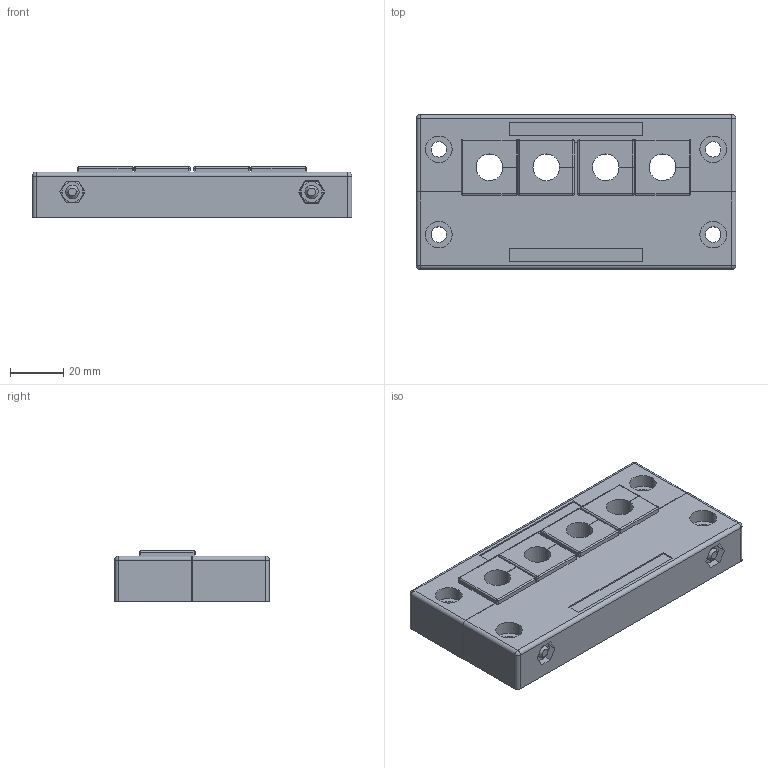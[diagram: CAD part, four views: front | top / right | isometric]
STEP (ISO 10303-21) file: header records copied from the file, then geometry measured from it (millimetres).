
FILE_DESCRIPTION(('STEP AP242'),'1');
FILE_NAME('42164.stp','2020-06-03T12:30:31',('TraceParts'),('TraceParts S.A.'),'Spatial InterOp 3D',' ',' ');
FILE_SCHEMA(('AP242_MANAGED_MODEL_BASED_3D_ENGINEERING_MIM_LF {1 0 10303 442 1 1 4}'));
Length unit declared in the file: millimetre
Products named in the file (1): 42164_1
Bounding box: 120 x 58 x 19 mm (x, y, z)
Volume: 113967.1 mm3; surface area: 41691.6 mm2
Topology: 10 solids, 10 shells, 316 faces, 758 edges, 456 vertices
Faces by surface type: plane 166, cylinder 106, sphere 20, cone 20, torus 4
Entity records: 9057 total; most frequent: CARTESIAN_POINT 1676, DIRECTION 1570, ORIENTED_EDGE 1476, EDGE_CURVE 738, AXIS2_PLACEMENT_3D 542, LINE 486, VECTOR 486, VERTEX_POINT 456
